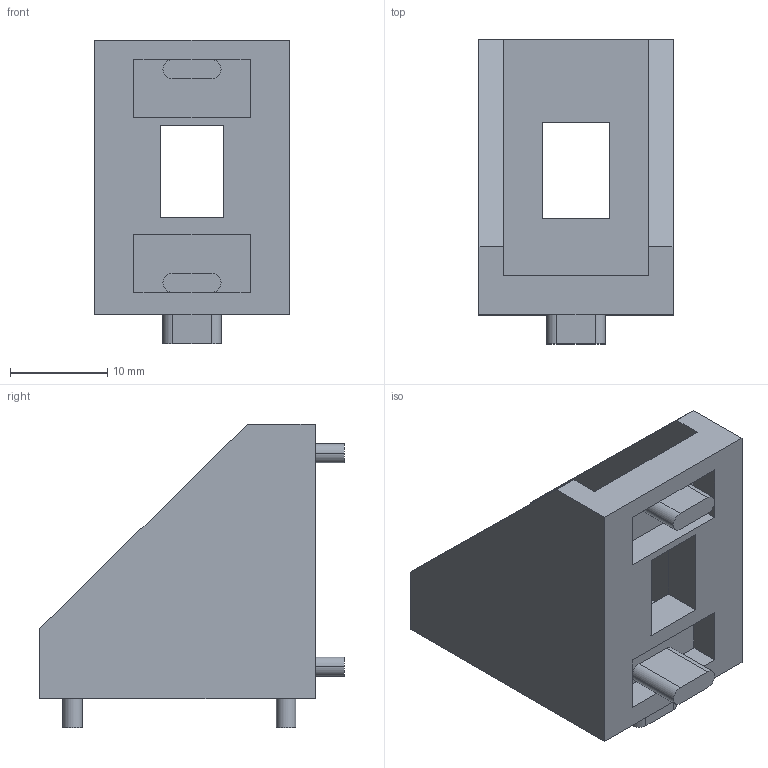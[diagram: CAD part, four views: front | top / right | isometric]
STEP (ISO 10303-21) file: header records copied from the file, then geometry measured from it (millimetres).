
FILE_DESCRIPTION (( 'STEP AP203' ), '1' );
FILE_NAME ('corner_bracket_with_side_walls_20x20_rev2.STEP', '2022-09-30T11:46:42', ( '' ), ( '' ), 'SwSTEP 2.0', 'SolidWorks 2020', '' );
FILE_SCHEMA (( 'CONFIG_CONTROL_DESIGN' ));
Length unit declared in the file: millimetre
Products named in the file (1): corner_bracket_with_side_walls_20x20_rev2
Bounding box: 20 x 31.4 x 31.3 mm (x, y, z)
Volume: 5041.3 mm3; surface area: 4686.3 mm2
Topology: 1 solids, 1 shells, 68 faces, 178 edges, 116 vertices
Faces by surface type: plane 56, cylinder 12
Entity records: 2147 total; most frequent: CARTESIAN_POINT 363, ORIENTED_EDGE 356, DIRECTION 340, EDGE_CURVE 178, LINE 154, VECTOR 154, VERTEX_POINT 116, AXIS2_PLACEMENT_3D 93
